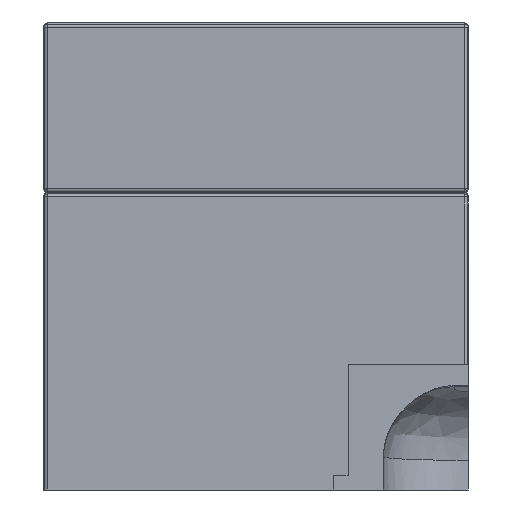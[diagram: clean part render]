
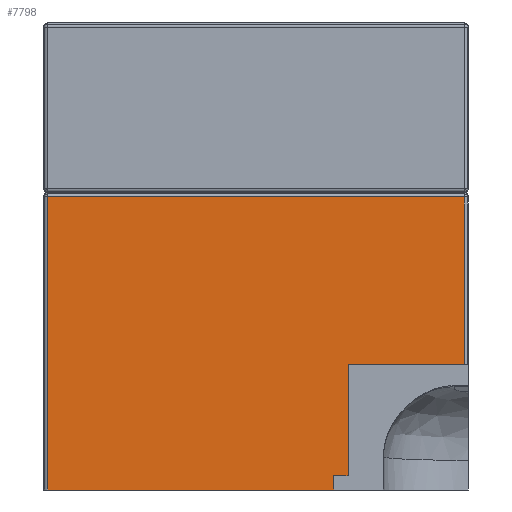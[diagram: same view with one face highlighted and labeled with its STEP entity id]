
A CAD part, left-side view. The second image highlights one B-rep face of the part: STEP entity #7798.
In plain terms, the highlighted planar face has unit normal (-1, 0, 0).
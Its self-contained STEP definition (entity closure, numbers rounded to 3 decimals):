
#166 = DIRECTION ( 'NONE',  ( 0., -1., 0. ) ) ;
#257 = CARTESIAN_POINT ( 'NONE',  ( -1.475, -0.275, 0. ) ) ;
#308 = ORIENTED_EDGE ( 'NONE', *, *, #1571, .T. ) ;
#500 = EDGE_CURVE ( 'NONE', #4147, #7337, #1237, .T. ) ;
#531 = ORIENTED_EDGE ( 'NONE', *, *, #500, .F. ) ;
#652 = VERTEX_POINT ( 'NONE', #257 ) ;
#715 = AXIS2_PLACEMENT_3D ( 'NONE', #6225, #4933, #1626 ) ;
#836 = EDGE_CURVE ( 'NONE', #2965, #7337, #6398, .T. ) ;
#945 = CARTESIAN_POINT ( 'NONE',  ( -1.475, -0.275, 0. ) ) ;
#1101 = CARTESIAN_POINT ( 'NONE',  ( -1.475, 0.735, 1.035 ) ) ;
#1237 = LINE ( 'NONE', #3940, #7892 ) ;
#1571 = EDGE_CURVE ( 'NONE', #2692, #652, #4249, .T. ) ;
#1626 = DIRECTION ( 'NONE',  ( 0., 0., 1. ) ) ;
#1685 = DIRECTION ( 'NONE',  ( 0., 0., 1. ) ) ;
#1761 = LINE ( 'NONE', #945, #6508 ) ;
#1780 = VERTEX_POINT ( 'NONE', #1101 ) ;
#1889 = DIRECTION ( 'NONE',  ( 0., 1., 0. ) ) ;
#2243 = CARTESIAN_POINT ( 'NONE',  ( -1.475, -0.325, 0.05 ) ) ;
#2263 = VECTOR ( 'NONE', #2858, 1000. ) ;
#2312 = CARTESIAN_POINT ( 'NONE',  ( -1.475, -0.735, 1.035 ) ) ;
#2335 = CARTESIAN_POINT ( 'NONE',  ( -1.475, -0.325, 0.442 ) ) ;
#2608 = EDGE_LOOP ( 'NONE', ( #8133, #308, #5826, #5166, #7783, #531, #5331, #5804 ) ) ;
#2656 = LINE ( 'NONE', #5935, #5953 ) ;
#2661 = EDGE_CURVE ( 'NONE', #3462, #4147, #4086, .T. ) ;
#2692 = VERTEX_POINT ( 'NONE', #3565 ) ;
#2711 = LINE ( 'NONE', #6653, #7719 ) ;
#2850 = EDGE_CURVE ( 'NONE', #1780, #3462, #5220, .T. ) ;
#2858 = DIRECTION ( 'NONE',  ( 0., -1., 0. ) ) ;
#2965 = VERTEX_POINT ( 'NONE', #2243 ) ;
#3462 = VERTEX_POINT ( 'NONE', #2312 ) ;
#3565 = CARTESIAN_POINT ( 'NONE',  ( -1.475, 0.735, 0. ) ) ;
#3594 = FACE_OUTER_BOUND ( 'NONE', #2608, .T. ) ;
#3595 = CARTESIAN_POINT ( 'NONE',  ( -1.475, 0.75, 0. ) ) ;
#3606 = CARTESIAN_POINT ( 'NONE',  ( -1.475, 0.375, 1.035 ) ) ;
#3624 = DIRECTION ( 'NONE',  ( 0., -1., 0. ) ) ;
#3650 = VECTOR ( 'NONE', #8286, 1000. ) ;
#3940 = CARTESIAN_POINT ( 'NONE',  ( -1.475, -0.75, 0.442 ) ) ;
#4086 = LINE ( 'NONE', #6716, #5649 ) ;
#4133 = VERTEX_POINT ( 'NONE', #7770 ) ;
#4147 = VERTEX_POINT ( 'NONE', #7257 ) ;
#4249 = LINE ( 'NONE', #3595, #2263 ) ;
#4549 = VECTOR ( 'NONE', #166, 1000. ) ;
#4618 = EDGE_CURVE ( 'NONE', #4133, #2965, #2711, .T. ) ;
#4933 = DIRECTION ( 'NONE',  ( -1., 0., 0. ) ) ;
#5166 = ORIENTED_EDGE ( 'NONE', *, *, #4618, .T. ) ;
#5220 = LINE ( 'NONE', #3606, #4549 ) ;
#5296 = DIRECTION ( 'NONE',  ( 0., 0., 1. ) ) ;
#5331 = ORIENTED_EDGE ( 'NONE', *, *, #2661, .F. ) ;
#5649 = VECTOR ( 'NONE', #6758, 1000. ) ;
#5654 = CARTESIAN_POINT ( 'NONE',  ( -1.475, -0.325, 0.05 ) ) ;
#5804 = ORIENTED_EDGE ( 'NONE', *, *, #2850, .F. ) ;
#5826 = ORIENTED_EDGE ( 'NONE', *, *, #8431, .T. ) ;
#5935 = CARTESIAN_POINT ( 'NONE',  ( -1.475, 0.735, 0. ) ) ;
#5953 = VECTOR ( 'NONE', #5296, 1000. ) ;
#6225 = CARTESIAN_POINT ( 'NONE',  ( -1.475, 0.75, 0. ) ) ;
#6398 = LINE ( 'NONE', #5654, #3650 ) ;
#6508 = VECTOR ( 'NONE', #1685, 1000. ) ;
#6614 = EDGE_CURVE ( 'NONE', #2692, #1780, #2656, .T. ) ;
#6653 = CARTESIAN_POINT ( 'NONE',  ( -1.475, 0.75, 0.05 ) ) ;
#6716 = CARTESIAN_POINT ( 'NONE',  ( -1.475, -0.735, 0. ) ) ;
#6758 = DIRECTION ( 'NONE',  ( 0., 0., -1. ) ) ;
#6835 = PLANE ( 'NONE',  #715 ) ;
#7257 = CARTESIAN_POINT ( 'NONE',  ( -1.475, -0.735, 0.442 ) ) ;
#7337 = VERTEX_POINT ( 'NONE', #2335 ) ;
#7719 = VECTOR ( 'NONE', #3624, 1000. ) ;
#7770 = CARTESIAN_POINT ( 'NONE',  ( -1.475, -0.275, 0.05 ) ) ;
#7783 = ORIENTED_EDGE ( 'NONE', *, *, #836, .T. ) ;
#7798 = ADVANCED_FACE ( 'NONE', ( #3594 ), #6835, .T. ) ;
#7892 = VECTOR ( 'NONE', #1889, 1000. ) ;
#8133 = ORIENTED_EDGE ( 'NONE', *, *, #6614, .F. ) ;
#8286 = DIRECTION ( 'NONE',  ( 0., 0., 1. ) ) ;
#8431 = EDGE_CURVE ( 'NONE', #652, #4133, #1761, .T. ) ;
